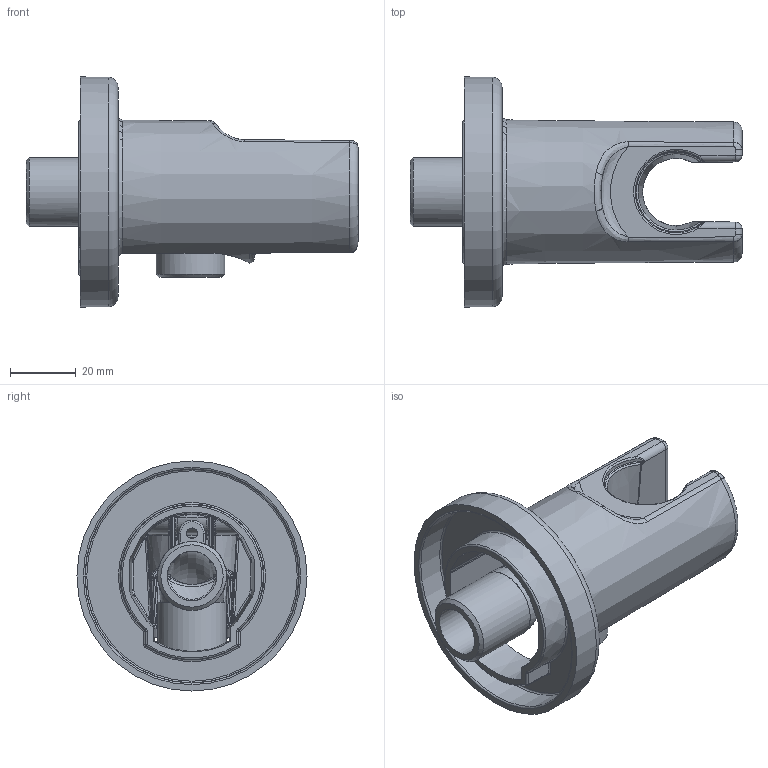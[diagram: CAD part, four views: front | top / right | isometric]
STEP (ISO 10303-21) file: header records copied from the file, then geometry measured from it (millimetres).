
FILE_DESCRIPTION(/* description */ ('Unknown'),/* implementation_level */ '2;1');
FILE_NAME(/* name */ '28628000_detailliert',/* time_stamp */ '2022-09-07T10:34:09+02:00',/* author */ ('Unknown'),/* organization */ ('GROHE AG'),/* preprocessor_version */ 'ST-DEVELOPER v16.7',/* originating_system */ 'DEX',/* authorisation */ $);
FILE_SCHEMA (('AP203_CONFIGURATION_CONTROLLED_3D_DESIGN_OF_MECHANICAL_PARTS_AND_ASSEMBLIES_MIM_LF { 1 0 10303 203 3 1 4 }','AUTOMOTIVE_DESIGN {1 0 10303 214 3 1 1}'));
Length unit declared in the file: millimetre
Products named in the file (2): 28628000_detailliert; id11
Assembly tree (1 placements, depth 2):
  28628000_detailliert
    id11
Bounding box: 101 x 70 x 70 mm (x, y, z)
Surface area: 40876.1 mm2 (no closed solid volume)
Topology: 0 solids, 4 shells, 354 faces, 956 edges, 567 vertices
Faces by surface type: bspline 155, cylinder 63, plane 48, torus 32, sphere 32, cone 24
Full cylindrical faces by diameter (mm): 14.96 x1, 15 x1, 20.96 x2
Entity records: 14716 total; most frequent: CARTESIAN_POINT 6997, ORIENTED_EDGE 1635, DIRECTION 1320, EDGE_CURVE 914, AXIS2_PLACEMENT_3D 588, VERTEX_POINT 560, B_SPLINE_CURVE_WITH_KNOTS 379, EDGE_LOOP 376
